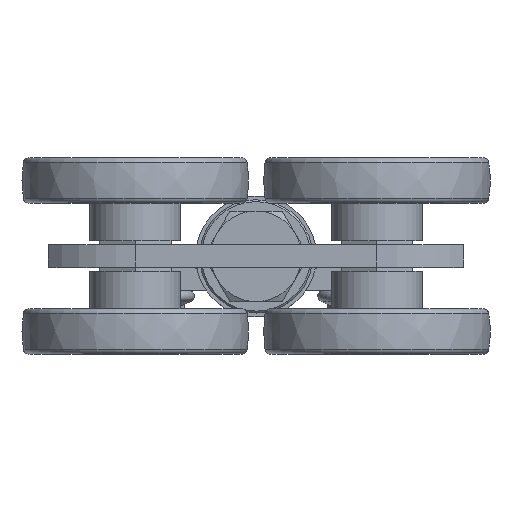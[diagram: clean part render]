
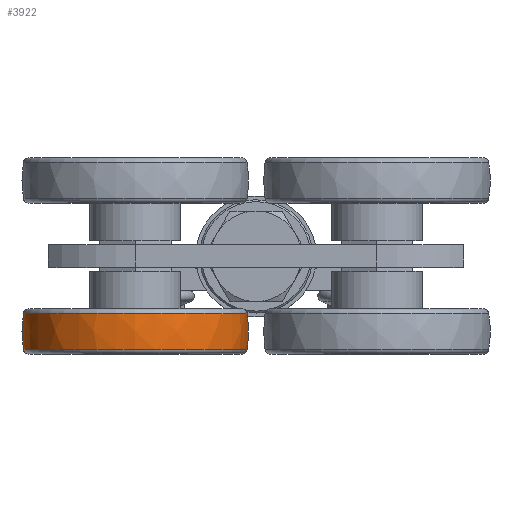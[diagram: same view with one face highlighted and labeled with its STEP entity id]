
A CAD part, top view. The second image highlights one B-rep face of the part: STEP entity #3922.
In plain terms, the highlighted free-form (B-spline) face has degree [2, 2] with [3, 9] control points.
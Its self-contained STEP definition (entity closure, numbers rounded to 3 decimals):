
#91=(
BOUNDED_SURFACE()
B_SPLINE_SURFACE(2,2,((#7024,#7025,#7026,#7027,#7028,#7029,#7030,#7031,
#7032),(#7033,#7034,#7035,#7036,#7037,#7038,#7039,#7040,#7041),(#7042,#7043,
#7044,#7045,#7046,#7047,#7048,#7049,#7050)),.UNSPECIFIED.,.F.,.T.,.F.)
B_SPLINE_SURFACE_WITH_KNOTS((3,3),(3,2,2,2,3),(-0.155,0.155),
(-3.142,-1.571,0.,1.571,3.142),
 .UNSPECIFIED.)
GEOMETRIC_REPRESENTATION_ITEM()
RATIONAL_B_SPLINE_SURFACE(((1.,0.707,1.,0.707,1.,
0.707,1.,0.707,1.),(0.988,0.699,
0.988,0.699,0.988,0.699,
0.988,0.699,0.988),(1.,0.707,
1.,0.707,1.,0.707,1.,0.707,1.)))
REPRESENTATION_ITEM('')
SURFACE()
);
#610=FACE_OUTER_BOUND('',#873,.T.);
#873=EDGE_LOOP('',(#3409,#3410,#3411,#3412,#3413,#3414));
#1598=CIRCLE('',#4550,29.634);
#1599=CIRCLE('',#4551,29.634);
#1601=CIRCLE('',#4553,29.634);
#1602=CIRCLE('',#4554,30.722);
#1603=CIRCLE('',#4555,29.634);
#1944=VERTEX_POINT('',#7018);
#1945=VERTEX_POINT('',#7020);
#1946=VERTEX_POINT('',#7051);
#1947=VERTEX_POINT('',#7052);
#2451=EDGE_CURVE('',#1944,#1945,#1598,.T.);
#2452=EDGE_CURVE('',#1945,#1944,#1599,.T.);
#2454=EDGE_CURVE('',#1946,#1947,#1601,.T.);
#2455=EDGE_CURVE('',#1946,#1944,#1602,.T.);
#2456=EDGE_CURVE('',#1947,#1946,#1603,.T.);
#3409=ORIENTED_EDGE('',*,*,#2454,.F.);
#3410=ORIENTED_EDGE('',*,*,#2455,.T.);
#3411=ORIENTED_EDGE('',*,*,#2452,.F.);
#3412=ORIENTED_EDGE('',*,*,#2451,.F.);
#3413=ORIENTED_EDGE('',*,*,#2455,.F.);
#3414=ORIENTED_EDGE('',*,*,#2456,.F.);
#3922=ADVANCED_FACE('',(#610),#91,.F.);
#4550=AXIS2_PLACEMENT_3D('',#7021,#5488,#5489);
#4551=AXIS2_PLACEMENT_3D('',#7022,#5490,#5491);
#4553=AXIS2_PLACEMENT_3D('',#7053,#5494,#5495);
#4554=AXIS2_PLACEMENT_3D('',#7054,#5496,#5497);
#4555=AXIS2_PLACEMENT_3D('',#7055,#5498,#5499);
#5488=DIRECTION('center_axis',(0.,0.,-1.));
#5489=DIRECTION('ref_axis',(1.,0.,0.));
#5490=DIRECTION('center_axis',(0.,0.,-1.));
#5491=DIRECTION('ref_axis',(1.,0.,0.));
#5494=DIRECTION('center_axis',(0.,0.,1.));
#5495=DIRECTION('ref_axis',(-1.,0.,0.));
#5496=DIRECTION('center_axis',(0.,1.,0.));
#5497=DIRECTION('ref_axis',(1.,0.,0.));
#5498=DIRECTION('center_axis',(0.,0.,1.));
#5499=DIRECTION('ref_axis',(-1.,0.,0.));
#7018=CARTESIAN_POINT('',(29.634,0.,-4.731));
#7020=CARTESIAN_POINT('',(-29.634,0.,-4.731));
#7021=CARTESIAN_POINT('Origin',(0.,0.,-4.731));
#7022=CARTESIAN_POINT('Origin',(0.,0.,-4.731));
#7024=CARTESIAN_POINT('Ctrl Pts',(29.634,0.,4.731));
#7025=CARTESIAN_POINT('Ctrl Pts',(29.634,-29.634,4.731));
#7026=CARTESIAN_POINT('Ctrl Pts',(0.,-29.634,4.731));
#7027=CARTESIAN_POINT('Ctrl Pts',(-29.634,-29.634,4.731));
#7028=CARTESIAN_POINT('Ctrl Pts',(-29.634,0.,4.731));
#7029=CARTESIAN_POINT('Ctrl Pts',(-29.634,29.634,4.731));
#7030=CARTESIAN_POINT('Ctrl Pts',(0.,29.634,4.731));
#7031=CARTESIAN_POINT('Ctrl Pts',(29.634,29.634,4.731));
#7032=CARTESIAN_POINT('Ctrl Pts',(29.634,0.,4.731));
#7033=CARTESIAN_POINT('Ctrl Pts',(30.371,0.,0.));
#7034=CARTESIAN_POINT('Ctrl Pts',(30.371,-30.371,0.));
#7035=CARTESIAN_POINT('Ctrl Pts',(0.,-30.371,0.));
#7036=CARTESIAN_POINT('Ctrl Pts',(-30.371,-30.371,0.));
#7037=CARTESIAN_POINT('Ctrl Pts',(-30.371,0.,0.));
#7038=CARTESIAN_POINT('Ctrl Pts',(-30.371,30.371,0.));
#7039=CARTESIAN_POINT('Ctrl Pts',(0.,30.371,0.));
#7040=CARTESIAN_POINT('Ctrl Pts',(30.371,30.371,0.));
#7041=CARTESIAN_POINT('Ctrl Pts',(30.371,0.,0.));
#7042=CARTESIAN_POINT('Ctrl Pts',(29.634,0.,-4.731));
#7043=CARTESIAN_POINT('Ctrl Pts',(29.634,-29.634,-4.731));
#7044=CARTESIAN_POINT('Ctrl Pts',(0.,-29.634,-4.731));
#7045=CARTESIAN_POINT('Ctrl Pts',(-29.634,-29.634,-4.731));
#7046=CARTESIAN_POINT('Ctrl Pts',(-29.634,0.,-4.731));
#7047=CARTESIAN_POINT('Ctrl Pts',(-29.634,29.634,-4.731));
#7048=CARTESIAN_POINT('Ctrl Pts',(0.,29.634,-4.731));
#7049=CARTESIAN_POINT('Ctrl Pts',(29.634,29.634,-4.731));
#7050=CARTESIAN_POINT('Ctrl Pts',(29.634,0.,-4.731));
#7051=CARTESIAN_POINT('',(29.634,0.,4.731));
#7052=CARTESIAN_POINT('',(-29.634,0.,4.731));
#7053=CARTESIAN_POINT('Origin',(0.,0.,4.731));
#7054=CARTESIAN_POINT('Origin',(-0.722,0.,
0.));
#7055=CARTESIAN_POINT('Origin',(0.,0.,4.731));
